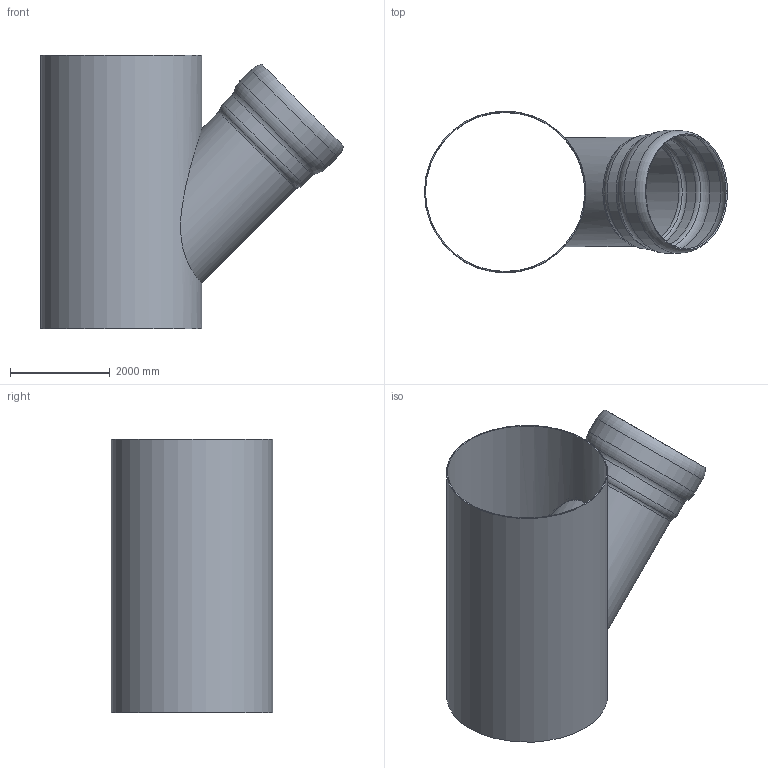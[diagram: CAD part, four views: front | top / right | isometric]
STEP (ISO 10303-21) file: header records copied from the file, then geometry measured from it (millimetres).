
FILE_DESCRIPTION(/* description */ (''),/* implementation_level */ '2;1');
FILE_NAME(/* name */ '02260.KG0X_3D.stp',/* time_stamp */ '2024-12-11T13:29:49+01:00',/* author */ ('CAD'),/* organization */ (''),/* preprocessor_version */ 'ST-DEVELOPER v20',/* originating_system */ 'AutoCAD Mechanical',/* authorisation */ '');
FILE_SCHEMA (('AUTOMOTIVE_DESIGN { 1 0 10303 214 3 1 1 }'));
Length unit declared in the file: centimetre
Products named in the file (1): Product
Bounding box: 6084.38 x 3239 x 5500 mm (x, y, z)
Volume: 1647354696.7 mm3; surface area: 146256066.6 mm2
Topology: 2 solids, 2 shells, 23 faces, 60 edges, 41 vertices
Faces by surface type: cylinder 10, torus 10, plane 2, cone 1
Full cylindrical faces by diameter (mm): 2132 x2, 2190 x1, 2240 x1, 2298 x1, 2410 x1, 2468 x1, 3199 x1, 3239 x1
Entity records: 1320 total; most frequent: CARTESIAN_POINT 675, DIRECTION 143, ORIENTED_EDGE 116, AXIS2_PLACEMENT_3D 65, EDGE_CURVE 58, CIRCLE 41, VERTEX_POINT 37, EDGE_LOOP 27
